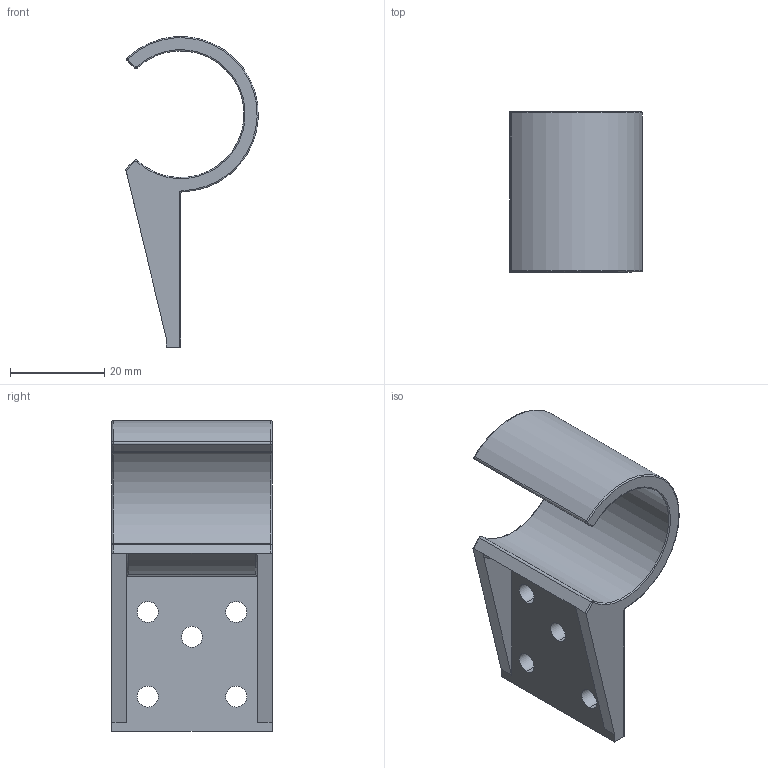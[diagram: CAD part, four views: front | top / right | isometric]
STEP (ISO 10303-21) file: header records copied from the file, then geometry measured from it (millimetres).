
FILE_DESCRIPTION((''),'2;1');
FILE_NAME('141814_SW','2008-08-15T',('banengservice'),('BANNER ENGINEERING'),'PRO/ENGINEER BY PARAMETRIC TECHNOLOGY CORPORATION, 2006170','PRO/ENGINEER BY PARAMETRIC TECHNOLOGY CORPORATION, 2006170','');
FILE_SCHEMA(('CONFIG_CONTROL_DESIGN'));
Length unit declared in the file: inch
Products named in the file (1): 141814_SW
Bounding box: 28.17 x 34.04 x 65.99 mm (x, y, z)
Volume: 11313.2 mm3; surface area: 8383.6 mm2
Topology: 1 solids, 1 shells, 50 faces, 124 edges, 76 vertices
Faces by surface type: cylinder 25, plane 11, torus 11, bspline 3
Entity records: 1632 total; most frequent: CARTESIAN_POINT 365, DIRECTION 270, ORIENTED_EDGE 248, EDGE_CURVE 124, AXIS2_PLACEMENT_3D 110, VERTEX_POINT 76, CIRCLE 63, EDGE_LOOP 60
